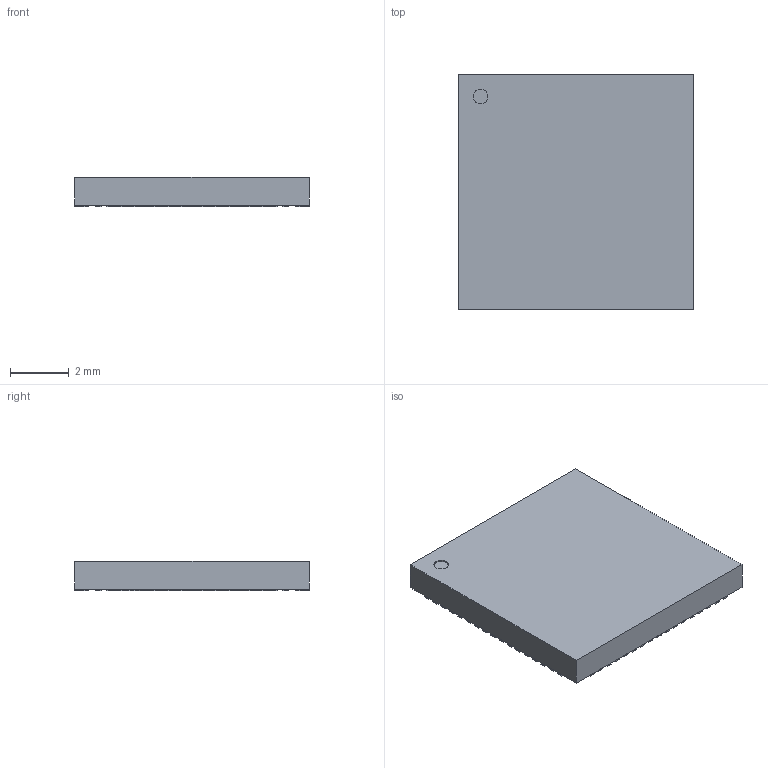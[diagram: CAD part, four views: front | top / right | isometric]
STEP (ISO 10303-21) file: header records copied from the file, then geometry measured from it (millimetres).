
FILE_DESCRIPTION (( 'STEP AP214' ), '1' );
FILE_NAME ('QFN-68.STEP', '2015-05-28T16:33:18', ( '' ), ( '' ), 'SwSTEP 2.0', 'SolidWorks 2014', '' );
FILE_SCHEMA (( 'AUTOMOTIVE_DESIGN' ));
Length unit declared in the file: millimetre
Products named in the file (1): QFN-68
Bounding box: 8 x 8 x 1 mm (x, y, z)
Volume: 62.7 mm3; surface area: 241.5 mm2
Topology: 70 solids, 70 shells, 443 faces, 906 edges, 604 vertices
Faces by surface type: plane 354, cylinder 89
Entity records: 17086 total; most frequent: DIRECTION 1972, CARTESIAN_POINT 1954, ORIENTED_EDGE 1812, EDGE_CURVE 906, LINE 728, VECTOR 728, AXIS2_PLACEMENT_3D 622, VERTEX_POINT 604
